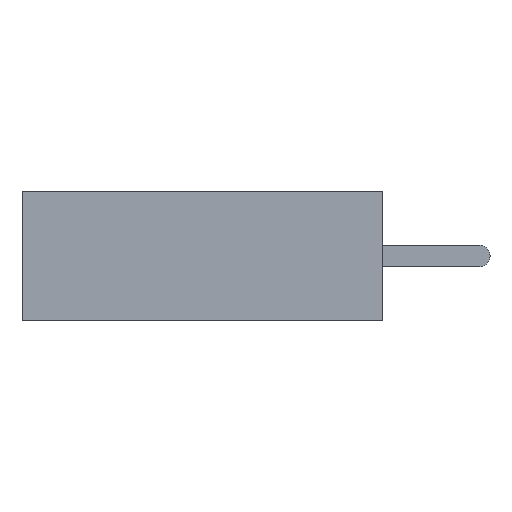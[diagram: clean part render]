
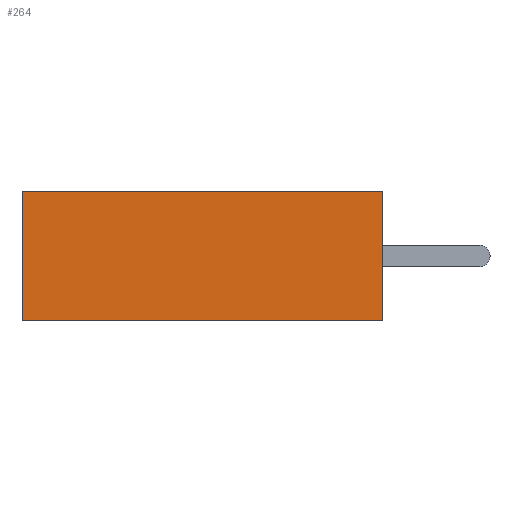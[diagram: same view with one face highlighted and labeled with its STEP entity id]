
A CAD part, left-side view. The second image highlights one B-rep face of the part: STEP entity #264.
In plain terms, the highlighted planar face has unit normal (-1, 0, 0).
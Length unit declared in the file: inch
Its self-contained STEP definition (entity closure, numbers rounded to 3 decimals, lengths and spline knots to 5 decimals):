
#264 = ADVANCED_FACE( '', ( #517 ), #518, .F. );
#517 = FACE_OUTER_BOUND( '', #763, .T. );
#518 = PLANE( '', #764 );
#763 = EDGE_LOOP( '', ( #1377, #1378, #1379, #1380 ) );
#764 = AXIS2_PLACEMENT_3D( '', #1381, #1382, #1383 );
#1377 = ORIENTED_EDGE( '', *, *, #1790, .T. );
#1378 = ORIENTED_EDGE( '', *, *, #1794, .F. );
#1379 = ORIENTED_EDGE( '', *, *, #1630, .F. );
#1380 = ORIENTED_EDGE( '', *, *, #1619, .T. );
#1381 = CARTESIAN_POINT( '', ( -0.0545, 0.335, -0.06 ) );
#1382 = DIRECTION( '', ( 1., 0., 0. ) );
#1383 = DIRECTION( '', ( 0., 0., -1. ) );
#1619 = EDGE_CURVE( '', #1970, #1968, #1971, .T. );
#1630 = EDGE_CURVE( '', #1970, #1986, #1987, .T. );
#1790 = EDGE_CURVE( '', #1968, #2208, #2210, .T. );
#1794 = EDGE_CURVE( '', #1986, #2208, #2214, .T. );
#1968 = VERTEX_POINT( '', #2448 );
#1970 = VERTEX_POINT( '', #2451 );
#1971 = LINE( '', #2452, #2453 );
#1986 = VERTEX_POINT( '', #2475 );
#1987 = LINE( '', #2476, #2477 );
#2208 = VERTEX_POINT( '', #2808 );
#2210 = LINE( '', #2811, #2812 );
#2214 = LINE( '', #2817, #2818 );
#2448 = CARTESIAN_POINT( '', ( -0.0545, 0., -0.06 ) );
#2451 = CARTESIAN_POINT( '', ( -0.0545, 0.335, -0.06 ) );
#2452 = CARTESIAN_POINT( '', ( -0.0545, 0.335, -0.06 ) );
#2453 = VECTOR( '', #2939, 39.37008 );
#2475 = CARTESIAN_POINT( '', ( -0.0545, 0.335, 0.06 ) );
#2476 = CARTESIAN_POINT( '', ( -0.0545, 0.335, -0.06 ) );
#2477 = VECTOR( '', #2947, 39.37008 );
#2808 = CARTESIAN_POINT( '', ( -0.0545, 0., 0.06 ) );
#2811 = CARTESIAN_POINT( '', ( -0.0545, 0., -0.06 ) );
#2812 = VECTOR( '', #3080, 39.37008 );
#2817 = CARTESIAN_POINT( '', ( -0.0545, 0.335, 0.06 ) );
#2818 = VECTOR( '', #3082, 39.37008 );
#2939 = DIRECTION( '', ( 0., -1., 0. ) );
#2947 = DIRECTION( '', ( 0., 0., 1. ) );
#3080 = DIRECTION( '', ( 0., 0., 1. ) );
#3082 = DIRECTION( '', ( 0., -1., 0. ) );
